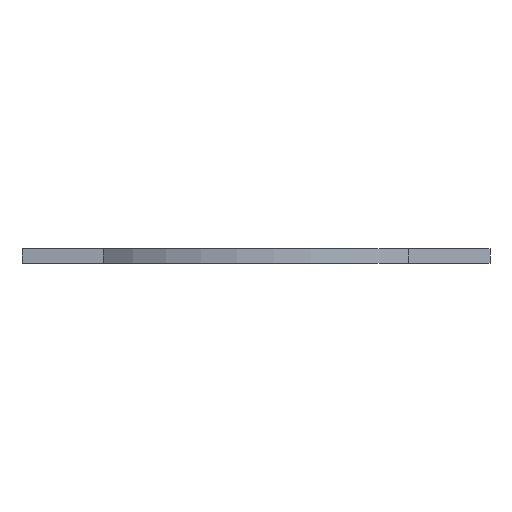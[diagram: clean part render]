
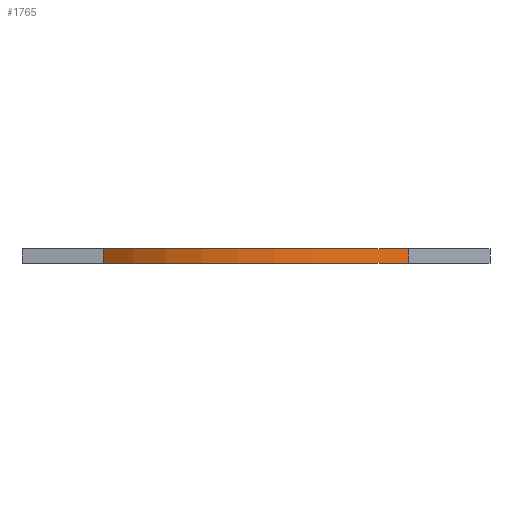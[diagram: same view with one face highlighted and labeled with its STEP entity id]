
A CAD part, left-side view. The second image highlights one B-rep face of the part: STEP entity #1765.
In plain terms, the highlighted cylindrical face has radius 25.937 mm (diameter 51.875 mm), a partial arc.
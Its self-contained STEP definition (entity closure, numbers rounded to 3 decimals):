
#83 = PLANE('',#84);
#84 = AXIS2_PLACEMENT_3D('',#85,#86,#87);
#85 = CARTESIAN_POINT('',(216.529,-73.47,1.6));
#86 = DIRECTION('',(-0.,-0.,-1.));
#87 = DIRECTION('',(-1.,0.,0.));
#137 = PLANE('',#138);
#138 = AXIS2_PLACEMENT_3D('',#139,#140,#141);
#139 = CARTESIAN_POINT('',(216.529,-73.47,0.));
#140 = DIRECTION('',(-0.,-0.,-1.));
#141 = DIRECTION('',(-1.,0.,0.));
#559 = VERTEX_POINT('',#560);
#560 = CARTESIAN_POINT('',(196.932,-90.46,0.));
#574 = PLANE('',#575);
#575 = AXIS2_PLACEMENT_3D('',#576,#577,#578);
#576 = CARTESIAN_POINT('',(197.698,-99.49,0.));
#577 = DIRECTION('',(-0.996,-0.085,0.));
#578 = DIRECTION('',(-0.085,0.996,0.));
#586 = EDGE_CURVE('',#587,#559,#589,.T.);
#587 = VERTEX_POINT('',#588);
#588 = CARTESIAN_POINT('',(196.941,-56.469,0.));
#589 = SURFACE_CURVE('',#590,(#595,#606),.PCURVE_S1.);
#590 = CIRCLE('',#591,25.937);
#591 = AXIS2_PLACEMENT_3D('',#592,#593,#594);
#592 = CARTESIAN_POINT('',(216.53,-73.47,0.));
#593 = DIRECTION('',(0.,0.,1.));
#594 = DIRECTION('',(1.,0.,-0.));
#595 = PCURVE('',#137,#596);
#596 = DEFINITIONAL_REPRESENTATION('',(#597),#605);
#597 = ( BOUNDED_CURVE() B_SPLINE_CURVE(2,(#598,#599,#600,#601,#602,#603
,#604),.UNSPECIFIED.,.T.,.F.) B_SPLINE_CURVE_WITH_KNOTS((1,2,2,2,2,1),(
    -2.094,0.,2.094,4.189,6.283,
8.378),.UNSPECIFIED.) CURVE() GEOMETRIC_REPRESENTATION_ITEM() 
RATIONAL_B_SPLINE_CURVE((1.,0.5,1.,0.5,1.,0.5,1.)) REPRESENTATION_ITEM(
  '') );
#598 = CARTESIAN_POINT('',(-25.938,0.));
#599 = CARTESIAN_POINT('',(-25.938,44.924));
#600 = CARTESIAN_POINT('',(12.968,22.462));
#601 = CARTESIAN_POINT('',(51.874,0.));
#602 = CARTESIAN_POINT('',(12.968,-22.463));
#603 = CARTESIAN_POINT('',(-25.938,-44.925));
#604 = CARTESIAN_POINT('',(-25.938,0.));
#605 = ( GEOMETRIC_REPRESENTATION_CONTEXT(2) 
PARAMETRIC_REPRESENTATION_CONTEXT() REPRESENTATION_CONTEXT('2D SPACE',''
  ) );
#606 = PCURVE('',#607,#612);
#607 = CYLINDRICAL_SURFACE('',#608,25.937);
#608 = AXIS2_PLACEMENT_3D('',#609,#610,#611);
#609 = CARTESIAN_POINT('',(216.53,-73.47,0.));
#610 = DIRECTION('',(-0.,-0.,-1.));
#611 = DIRECTION('',(1.,0.,-0.));
#612 = DEFINITIONAL_REPRESENTATION('',(#613),#617);
#613 = LINE('',#614,#615);
#614 = CARTESIAN_POINT('',(-0.,0.));
#615 = VECTOR('',#616,1.);
#616 = DIRECTION('',(-1.,0.));
#617 = ( GEOMETRIC_REPRESENTATION_CONTEXT(2) 
PARAMETRIC_REPRESENTATION_CONTEXT() REPRESENTATION_CONTEXT('2D SPACE',''
  ) );
#635 = PLANE('',#636);
#636 = AXIS2_PLACEMENT_3D('',#637,#638,#639);
#637 = CARTESIAN_POINT('',(196.941,-56.469,0.));
#638 = DIRECTION('',(-0.996,0.084,0.));
#639 = DIRECTION('',(0.084,0.996,0.));
#1255 = VERTEX_POINT('',#1256);
#1256 = CARTESIAN_POINT('',(196.932,-90.46,1.6));
#1277 = EDGE_CURVE('',#1278,#1255,#1280,.T.);
#1278 = VERTEX_POINT('',#1279);
#1279 = CARTESIAN_POINT('',(196.941,-56.469,1.6));
#1280 = SURFACE_CURVE('',#1281,(#1286,#1297),.PCURVE_S1.);
#1281 = CIRCLE('',#1282,25.937);
#1282 = AXIS2_PLACEMENT_3D('',#1283,#1284,#1285);
#1283 = CARTESIAN_POINT('',(216.53,-73.47,1.6));
#1284 = DIRECTION('',(0.,0.,1.));
#1285 = DIRECTION('',(1.,0.,-0.));
#1286 = PCURVE('',#83,#1287);
#1287 = DEFINITIONAL_REPRESENTATION('',(#1288),#1296);
#1288 = ( BOUNDED_CURVE() B_SPLINE_CURVE(2,(#1289,#1290,#1291,#1292,
#1293,#1294,#1295),.UNSPECIFIED.,.T.,.F.) B_SPLINE_CURVE_WITH_KNOTS((1,2
    ,2,2,2,1),(-2.094,0.,2.094,4.189,
6.283,8.378),.UNSPECIFIED.) CURVE() 
GEOMETRIC_REPRESENTATION_ITEM() RATIONAL_B_SPLINE_CURVE((1.,0.5,1.,0.5,
1.,0.5,1.)) REPRESENTATION_ITEM('') );
#1289 = CARTESIAN_POINT('',(-25.938,0.));
#1290 = CARTESIAN_POINT('',(-25.938,44.924));
#1291 = CARTESIAN_POINT('',(12.968,22.462));
#1292 = CARTESIAN_POINT('',(51.874,0.));
#1293 = CARTESIAN_POINT('',(12.968,-22.463));
#1294 = CARTESIAN_POINT('',(-25.938,-44.925));
#1295 = CARTESIAN_POINT('',(-25.938,0.));
#1296 = ( GEOMETRIC_REPRESENTATION_CONTEXT(2) 
PARAMETRIC_REPRESENTATION_CONTEXT() REPRESENTATION_CONTEXT('2D SPACE',''
  ) );
#1297 = PCURVE('',#607,#1298);
#1298 = DEFINITIONAL_REPRESENTATION('',(#1299),#1303);
#1299 = LINE('',#1300,#1301);
#1300 = CARTESIAN_POINT('',(-0.,-1.6));
#1301 = VECTOR('',#1302,1.);
#1302 = DIRECTION('',(-1.,0.));
#1303 = ( GEOMETRIC_REPRESENTATION_CONTEXT(2) 
PARAMETRIC_REPRESENTATION_CONTEXT() REPRESENTATION_CONTEXT('2D SPACE',''
  ) );
#1715 = EDGE_CURVE('',#587,#1278,#1716,.T.);
#1716 = SURFACE_CURVE('',#1717,(#1721,#1728),.PCURVE_S1.);
#1717 = LINE('',#1718,#1719);
#1718 = CARTESIAN_POINT('',(196.941,-56.469,0.));
#1719 = VECTOR('',#1720,1.);
#1720 = DIRECTION('',(0.,0.,1.));
#1721 = PCURVE('',#635,#1722);
#1722 = DEFINITIONAL_REPRESENTATION('',(#1723),#1727);
#1723 = LINE('',#1724,#1725);
#1724 = CARTESIAN_POINT('',(0.,0.));
#1725 = VECTOR('',#1726,1.);
#1726 = DIRECTION('',(0.,-1.));
#1727 = ( GEOMETRIC_REPRESENTATION_CONTEXT(2) 
PARAMETRIC_REPRESENTATION_CONTEXT() REPRESENTATION_CONTEXT('2D SPACE',''
  ) );
#1728 = PCURVE('',#607,#1729);
#1729 = DEFINITIONAL_REPRESENTATION('',(#1730),#1734);
#1730 = LINE('',#1731,#1732);
#1731 = CARTESIAN_POINT('',(-2.427,0.));
#1732 = VECTOR('',#1733,1.);
#1733 = DIRECTION('',(-0.,-1.));
#1734 = ( GEOMETRIC_REPRESENTATION_CONTEXT(2) 
PARAMETRIC_REPRESENTATION_CONTEXT() REPRESENTATION_CONTEXT('2D SPACE',''
  ) );
#1765 = ADVANCED_FACE('',(#1766),#607,.T.);
#1766 = FACE_BOUND('',#1767,.F.);
#1767 = EDGE_LOOP('',(#1768,#1769,#1770,#1791));
#1768 = ORIENTED_EDGE('',*,*,#1715,.T.);
#1769 = ORIENTED_EDGE('',*,*,#1277,.T.);
#1770 = ORIENTED_EDGE('',*,*,#1771,.F.);
#1771 = EDGE_CURVE('',#559,#1255,#1772,.T.);
#1772 = SURFACE_CURVE('',#1773,(#1777,#1784),.PCURVE_S1.);
#1773 = LINE('',#1774,#1775);
#1774 = CARTESIAN_POINT('',(196.932,-90.46,0.));
#1775 = VECTOR('',#1776,1.);
#1776 = DIRECTION('',(0.,0.,1.));
#1777 = PCURVE('',#607,#1778);
#1778 = DEFINITIONAL_REPRESENTATION('',(#1779),#1783);
#1779 = LINE('',#1780,#1781);
#1780 = CARTESIAN_POINT('',(-3.856,0.));
#1781 = VECTOR('',#1782,1.);
#1782 = DIRECTION('',(-0.,-1.));
#1783 = ( GEOMETRIC_REPRESENTATION_CONTEXT(2) 
PARAMETRIC_REPRESENTATION_CONTEXT() REPRESENTATION_CONTEXT('2D SPACE',''
  ) );
#1784 = PCURVE('',#574,#1785);
#1785 = DEFINITIONAL_REPRESENTATION('',(#1786),#1790);
#1786 = LINE('',#1787,#1788);
#1787 = CARTESIAN_POINT('',(9.062,0.));
#1788 = VECTOR('',#1789,1.);
#1789 = DIRECTION('',(0.,-1.));
#1790 = ( GEOMETRIC_REPRESENTATION_CONTEXT(2) 
PARAMETRIC_REPRESENTATION_CONTEXT() REPRESENTATION_CONTEXT('2D SPACE',''
  ) );
#1791 = ORIENTED_EDGE('',*,*,#586,.F.);
